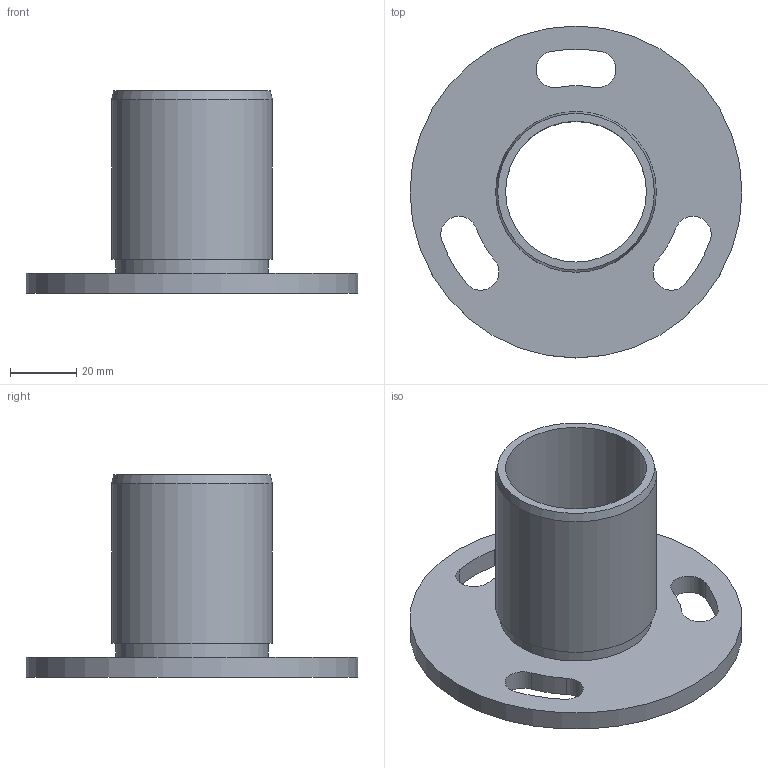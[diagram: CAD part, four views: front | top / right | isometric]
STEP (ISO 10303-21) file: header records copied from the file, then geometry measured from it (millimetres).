
FILE_DESCRIPTION(/* description */ (''),/* implementation_level */ '2;1');
FILE_NAME(/* name */ 'Einpressflansch_X243.stp',/* time_stamp */ '2017-06-15T10:05:34+02:00',/* author */ (''),/* organization */ (''),/* preprocessor_version */ 'ST-DEVELOPER v16',/* originating_system */ 'SIEMENS PLM Software NX 11.0',/* authorisation */ '');
FILE_SCHEMA (('AUTOMOTIVE_DESIGN { 1 0 10303 214 3 1 1 1 }'));
Length unit declared in the file: millimetre
Products named in the file (1): Goge2128018Ckwym
Bounding box: 100 x 100 x 61 mm (x, y, z)
Volume: 56917.1 mm3; surface area: 31111.3 mm2
Topology: 1 solids, 1 shells, 22 faces, 53 edges, 35 vertices
Faces by surface type: cylinder 16, plane 4, cone 1, torus 1
Full cylindrical faces by diameter (mm): 42.4 x1, 45.818 x1, 48.4 x1, 100 x1
Entity records: 672 total; most frequent: DIRECTION 126, CARTESIAN_POINT 103, ORIENTED_EDGE 92, AXIS2_PLACEMENT_3D 57, EDGE_CURVE 46, EDGE_LOOP 38, VERTEX_POINT 34, CIRCLE 34
